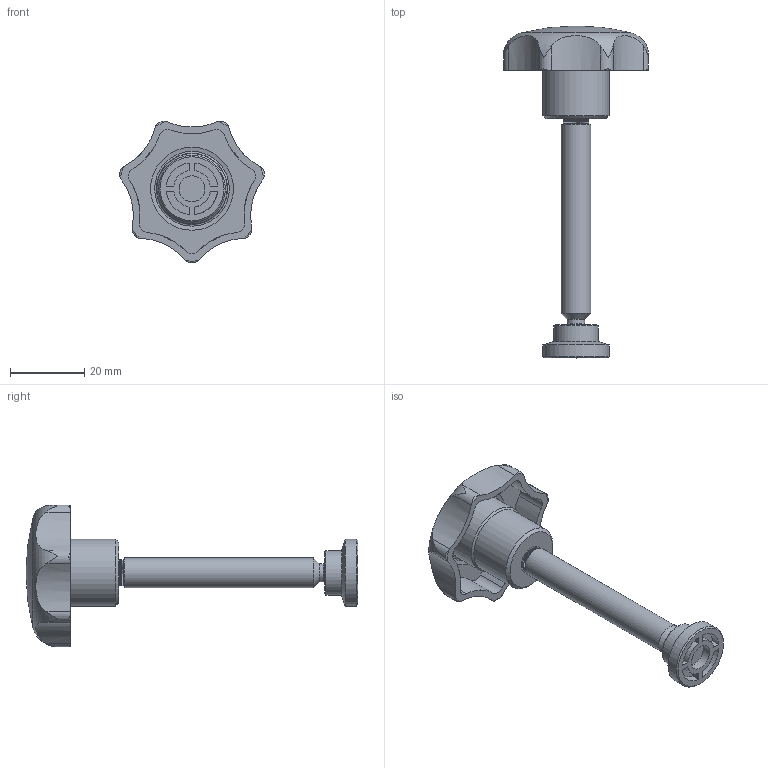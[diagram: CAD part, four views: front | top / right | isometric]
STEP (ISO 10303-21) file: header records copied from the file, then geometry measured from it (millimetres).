
FILE_DESCRIPTION( ( 'STEP AP214' ), '1' );
FILE_NAME( 'K0394.08064.stp', '2020-12-07T10:24:37', ( '' ), ( '' ), ' ', 'PARTsolutions', ' ' );
FILE_SCHEMA( ( 'AUTOMOTIVE_DESIGN { 1 0 10303 214 1 1 1 1 }' ) );
Length unit declared in the file: millimetre
Products named in the file (4): K0394.08064; _K0394_gewindestift_8; _K0155.208_schwarz; _K0393.208
Assembly tree (3 placements, depth 2):
  K0394.08064
    _K0394_gewindestift_8
    _K0155.208_schwarz
    _K0393.208
Bounding box: 39.12 x 89.6 x 38.26 mm (x, y, z)
Volume: 13665.5 mm3; surface area: 8608.2 mm2
Topology: 3 solids, 3 shells, 280 faces, 795 edges, 530 vertices
Faces by surface type: plane 203, cylinder 45, torus 16, cone 13, sphere 3
Full cylindrical faces by diameter (mm): 4.8 x1, 5.9 x1, 6.16 x1, 6.647 x1, 7 x1, 8 x2, 12 x1, 18 x2, 19 x1
Entity records: 11554 total; most frequent: CARTESIAN_POINT 2083, ORIENTED_EDGE 1520, DIRECTION 1400, EDGE_CURVE 760, LINE 596, VECTOR 596, VERTEX_POINT 525, AXIS2_PLACEMENT_3D 402
